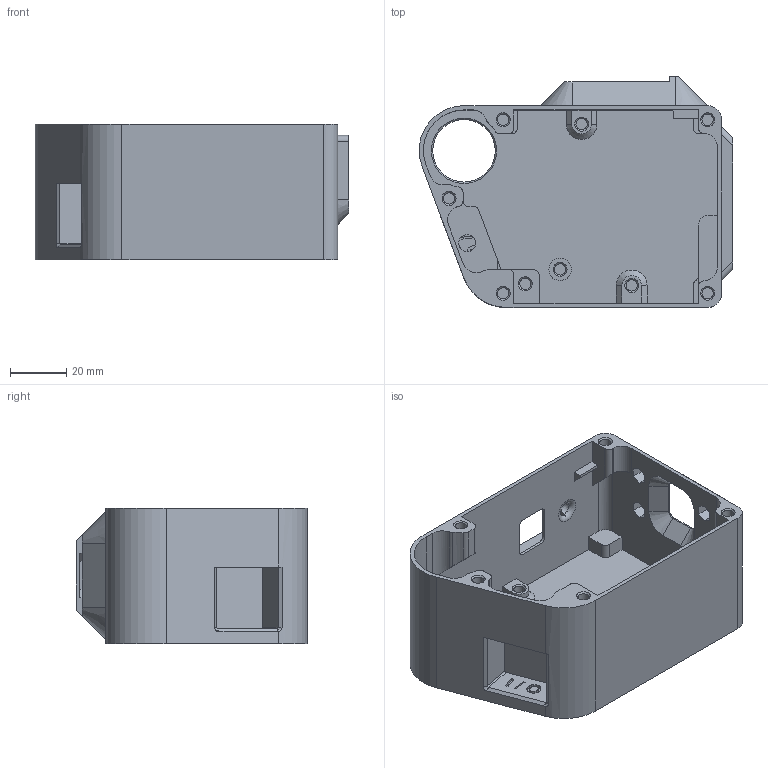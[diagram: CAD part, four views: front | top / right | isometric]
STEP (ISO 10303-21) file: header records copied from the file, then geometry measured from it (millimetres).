
FILE_DESCRIPTION(/* description */ (''),/* implementation_level */ '2;1');
FILE_NAME(/* name */ 'OBS-MainCase-A-001_MainCase_without_logo_v0.1.1.stp',/* time_stamp */ '2021-05-02T23:44:40+02:00',/* author */ ('hpcthobs'),/* organization */ (''),/* preprocessor_version */ 'ST-DEVELOPER v18.1',/* originating_system */ 'Autodesk Inventor 2021',/* authorisation */ '');
FILE_SCHEMA (('AUTOMOTIVE_DESIGN { 1 0 10303 214 3 1 1 }'));
Length unit declared in the file: millimetre
Products named in the file (1): OBS-MainCase-A-001_MainCase_without_logo_v0.1.1
Bounding box: 111.99 x 82.5 x 48.4 mm (x, y, z)
Volume: 67320.2 mm3; surface area: 49861.3 mm2
Topology: 1 solids, 1 shells, 332 faces, 1040 edges, 870 vertices
Faces by surface type: plane 190, cylinder 83, cone 33, bspline 24, torus 1, sphere 1
Full cylindrical faces by diameter (mm): 3.2 x4, 4 x11, 5 x6, 6 x1, 8 x1, 22.3 x1, 23.3 x1
Entity records: 11381 total; most frequent: CARTESIAN_POINT 2544, ORIENTED_EDGE 1758, DIRECTION 1747, EDGE_CURVE 879, LINE 613, VECTOR 613, VERTEX_POINT 570, AXIS2_PLACEMENT_3D 567
